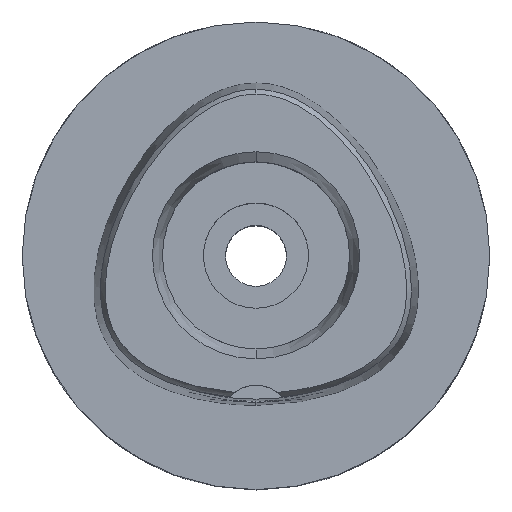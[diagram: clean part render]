
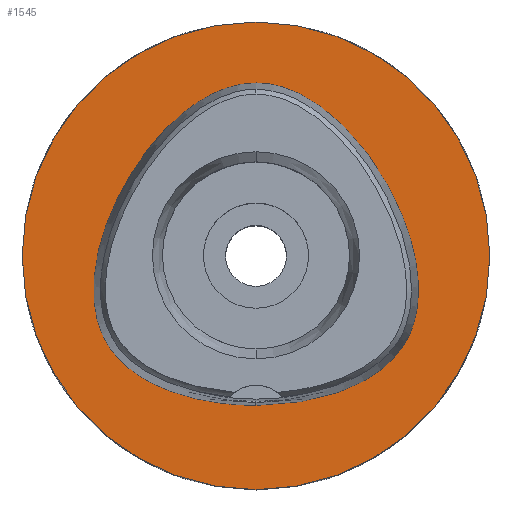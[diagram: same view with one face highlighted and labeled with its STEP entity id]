
A CAD part, top view. The second image highlights one B-rep face of the part: STEP entity #1545.
In plain terms, the highlighted planar face has unit normal (0, 0, 1).
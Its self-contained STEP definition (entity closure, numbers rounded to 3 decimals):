
#26 = ORIENTED_EDGE ( 'NONE', *, *, #2926, .F. ) ;
#33 = CARTESIAN_POINT ( 'NONE',  ( 0., 29.575, 0. ) ) ;
#67 = CARTESIAN_POINT ( 'NONE',  ( -3.149, 29.34, 0. ) ) ;
#118 = CARTESIAN_POINT ( 'NONE',  ( 0., 40., 0. ) ) ;
#173 = EDGE_CURVE ( 'NONE', #2676, #2875, #3344, .T. ) ;
#212 = CARTESIAN_POINT ( 'NONE',  ( 0., -25.575, 0. ) ) ;
#221 = CARTESIAN_POINT ( 'NONE',  ( 0., 0., 0. ) ) ;
#224 = CARTESIAN_POINT ( 'NONE',  ( 11.74, -24.136, 0. ) ) ;
#299 = CARTESIAN_POINT ( 'NONE',  ( -25.638, -14.802, 0. ) ) ;
#463 = CARTESIAN_POINT ( 'NONE',  ( -1.05, 29.575, 0. ) ) ;
#610 = CARTESIAN_POINT ( 'NONE',  ( -15.298, -22.965, 0. ) ) ;
#628 = CARTESIAN_POINT ( 'NONE',  ( 6.692, -25.245, 0. ) ) ;
#643 = CARTESIAN_POINT ( 'NONE',  ( -18.55, -21.454, 0. ) ) ;
#698 = CARTESIAN_POINT ( 'NONE',  ( -17.753, 19.522, 0. ) ) ;
#943 = DIRECTION ( 'NONE',  ( 0., 0., -1. ) ) ;
#1003 = B_SPLINE_CURVE_WITH_KNOTS ( 'NONE', 3,
 ( #4106, #2938, #628, #224, #3721, #2193, #1402, #4698, #3915, #4677, #1260, #2701, #1590, #2035, #3183, #1235, #4340, #1964, #2013, #4629, #5027, #3531, #3506, #3558, #33 ),
 .UNSPECIFIED., .F., .F.,
 ( 4, 1, 1, 1, 1, 1, 1, 1, 1, 1, 1, 1, 1, 1, 1, 1, 1, 1, 1, 1, 1, 1, 4 ),
 ( 0., 0.083, 0.125, 0.167, 0.208, 0.25, 0.292, 0.313, 0.333, 0.354, 0.375, 0.417, 0.458, 0.5, 0.542, 0.583, 0.667, 0.75, 0.833, 0.875, 0.917, 0.958, 1. ),
 .UNSPECIFIED. ) ;
#1040 = VERTEX_POINT ( 'NONE', #4040 ) ;
#1064 = CARTESIAN_POINT ( 'NONE',  ( -13.218, 24.044, 0. ) ) ;
#1098 = CIRCLE ( 'NONE', #3923, 40. ) ;
#1235 = CARTESIAN_POINT ( 'NONE',  ( 26.772, 1.9, 0. ) ) ;
#1260 = CARTESIAN_POINT ( 'NONE',  ( 26.349, -13.395, 0. ) ) ;
#1289 = AXIS2_PLACEMENT_3D ( 'NONE', #1942, #3163, #4196 ) ;
#1349 = DIRECTION ( 'NONE',  ( 0., -1., 0. ) ) ;
#1402 = CARTESIAN_POINT ( 'NONE',  ( 21.421, -19.599, 0. ) ) ;
#1444 = CARTESIAN_POINT ( 'NONE',  ( -21.421, -19.599, 0. ) ) ;
#1545 = ADVANCED_FACE ( 'NONE', ( #4653, #1568 ), #4678, .F. ) ;
#1568 = FACE_BOUND ( 'NONE', #3623, .T. ) ;
#1590 = CARTESIAN_POINT ( 'NONE',  ( 27.684, -8.752, 0. ) ) ;
#1716 = DIRECTION ( 'NONE',  ( 0., 0., -1. ) ) ;
#1785 = CARTESIAN_POINT ( 'NONE',  ( -27.855, -5.338, 0. ) ) ;
#1890 = ORIENTED_EDGE ( 'NONE', *, *, #4939, .F. ) ;
#1942 = CARTESIAN_POINT ( 'NONE',  ( 0., 0., 0. ) ) ;
#1964 = CARTESIAN_POINT ( 'NONE',  ( 22.339, 12.897, 0. ) ) ;
#2013 = CARTESIAN_POINT ( 'NONE',  ( 17.753, 19.522, 0. ) ) ;
#2035 = CARTESIAN_POINT ( 'NONE',  ( 27.855, -5.338, 0. ) ) ;
#2148 = CARTESIAN_POINT ( 'NONE',  ( -26.772, 1.9, 0. ) ) ;
#2157 = DIRECTION ( 'NONE',  ( 0., 1., 0. ) ) ;
#2193 = CARTESIAN_POINT ( 'NONE',  ( 18.55, -21.454, 0. ) ) ;
#2204 = CARTESIAN_POINT ( 'NONE',  ( -9.305, 26.792, 0. ) ) ;
#2256 = CARTESIAN_POINT ( 'NONE',  ( -22.339, 12.897, 0. ) ) ;
#2392 = CARTESIAN_POINT ( 'NONE',  ( 0., -25.575, 0. ) ) ;
#2549 = CARTESIAN_POINT ( 'NONE',  ( -27.684, -8.752, 0. ) ) ;
#2676 = VERTEX_POINT ( 'NONE', #4816 ) ;
#2701 = CARTESIAN_POINT ( 'NONE',  ( 27.101, -11.411, 0. ) ) ;
#2840 = EDGE_LOOP ( 'NONE', ( #1890, #26 ) ) ;
#2875 = VERTEX_POINT ( 'NONE', #2392 ) ;
#2925 = CARTESIAN_POINT ( 'NONE',  ( -27.537, -1.766, 0. ) ) ;
#2926 = EDGE_CURVE ( 'NONE', #1040, #3735, #3618, .T. ) ;
#2938 = CARTESIAN_POINT ( 'NONE',  ( 2.677, -25.575, 0. ) ) ;
#2980 = CARTESIAN_POINT ( 'NONE',  ( -11.74, -24.136, 0. ) ) ;
#3006 = CARTESIAN_POINT ( 'NONE',  ( -26.349, -13.395, 0. ) ) ;
#3163 = DIRECTION ( 'NONE',  ( 0., 0., -1. ) ) ;
#3173 = CARTESIAN_POINT ( 'NONE',  ( 0., 29.575, 0. ) ) ;
#3183 = CARTESIAN_POINT ( 'NONE',  ( 27.537, -1.766, 0. ) ) ;
#3344 = B_SPLINE_CURVE_WITH_KNOTS ( 'NONE', 3,
 ( #3173, #463, #67, #4530, #2204, #1064, #698, #2256, #3786, #2148, #2925, #1785, #2549, #4871, #3006, #299, #4091, #4500, #1444, #643, #610, #2980, #4473, #3732, #212 ),
 .UNSPECIFIED., .F., .F.,
 ( 4, 1, 1, 1, 1, 1, 1, 1, 1, 1, 1, 1, 1, 1, 1, 1, 1, 1, 1, 1, 1, 1, 4 ),
 ( 0., 0.042, 0.083, 0.125, 0.167, 0.25, 0.333, 0.417, 0.458, 0.5, 0.542, 0.583, 0.625, 0.646, 0.667, 0.688, 0.708, 0.75, 0.792, 0.833, 0.875, 0.917, 1. ),
 .UNSPECIFIED. ) ;
#3432 = ORIENTED_EDGE ( 'NONE', *, *, #4161, .F. ) ;
#3506 = CARTESIAN_POINT ( 'NONE',  ( 3.149, 29.34, 0. ) ) ;
#3531 = CARTESIAN_POINT ( 'NONE',  ( 6.262, 28.351, 0. ) ) ;
#3558 = CARTESIAN_POINT ( 'NONE',  ( 1.05, 29.575, 0. ) ) ;
#3618 = CIRCLE ( 'NONE', #4258, 40. ) ;
#3623 = EDGE_LOOP ( 'NONE', ( #3636, #3432 ) ) ;
#3636 = ORIENTED_EDGE ( 'NONE', *, *, #173, .F. ) ;
#3721 = CARTESIAN_POINT ( 'NONE',  ( 15.298, -22.965, 0. ) ) ;
#3732 = CARTESIAN_POINT ( 'NONE',  ( -2.677, -25.575, 0. ) ) ;
#3735 = VERTEX_POINT ( 'NONE', #118 ) ;
#3786 = CARTESIAN_POINT ( 'NONE',  ( -25.209, 6.827, 0. ) ) ;
#3915 = CARTESIAN_POINT ( 'NONE',  ( 24.775, -16.122, 0. ) ) ;
#3923 = AXIS2_PLACEMENT_3D ( 'NONE', #221, #1716, #2157 ) ;
#4040 = CARTESIAN_POINT ( 'NONE',  ( 0., -40., 0. ) ) ;
#4091 = CARTESIAN_POINT ( 'NONE',  ( -24.775, -16.122, 0. ) ) ;
#4106 = CARTESIAN_POINT ( 'NONE',  ( 0., -25.575, 0. ) ) ;
#4161 = EDGE_CURVE ( 'NONE', #2875, #2676, #1003, .T. ) ;
#4196 = DIRECTION ( 'NONE',  ( 0., -1., 0. ) ) ;
#4258 = AXIS2_PLACEMENT_3D ( 'NONE', #4781, #943, #1349 ) ;
#4340 = CARTESIAN_POINT ( 'NONE',  ( 25.209, 6.827, 0. ) ) ;
#4473 = CARTESIAN_POINT ( 'NONE',  ( -6.692, -25.245, 0. ) ) ;
#4500 = CARTESIAN_POINT ( 'NONE',  ( -23.433, -17.764, 0. ) ) ;
#4530 = CARTESIAN_POINT ( 'NONE',  ( -6.262, 28.351, 0. ) ) ;
#4629 = CARTESIAN_POINT ( 'NONE',  ( 13.218, 24.044, 0. ) ) ;
#4653 = FACE_OUTER_BOUND ( 'NONE', #2840, .T. ) ;
#4677 = CARTESIAN_POINT ( 'NONE',  ( 25.638, -14.802, 0. ) ) ;
#4678 = PLANE ( 'NONE',  #1289 ) ;
#4698 = CARTESIAN_POINT ( 'NONE',  ( 23.433, -17.764, 0. ) ) ;
#4781 = CARTESIAN_POINT ( 'NONE',  ( 0., 0., 0. ) ) ;
#4816 = CARTESIAN_POINT ( 'NONE',  ( 0., 29.575, 0. ) ) ;
#4871 = CARTESIAN_POINT ( 'NONE',  ( -27.101, -11.411, 0. ) ) ;
#4939 = EDGE_CURVE ( 'NONE', #3735, #1040, #1098, .T. ) ;
#5027 = CARTESIAN_POINT ( 'NONE',  ( 9.305, 26.792, 0. ) ) ;
